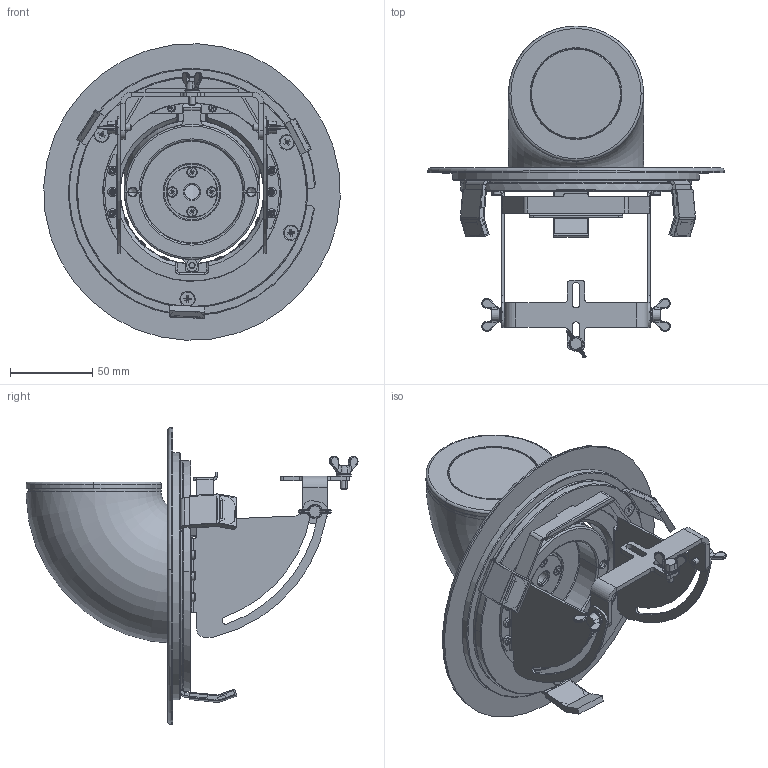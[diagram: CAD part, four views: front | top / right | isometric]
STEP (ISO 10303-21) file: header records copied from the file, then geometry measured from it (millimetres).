
FILE_DESCRIPTION (( 'STEP AP214' ), '1' );
FILE_NAME ('nScope.STEP', '2023-03-24T14:49:51', ( '' ), ( '' ), 'SwSTEP 2.0', 'SolidWorks 2017', '' );
FILE_SCHEMA (( 'AUTOMOTIVE_DESIGN' ));
Length unit declared in the file: millimetre
Products named in the file (1): nScope
Bounding box: 179.85 x 201.4 x 179.85 mm (x, y, z)
Surface area: 246740.6 mm2 (no closed solid volume)
Topology: 0 solids, 62 shells, 2171 faces, 5237 edges, 3200 vertices
Faces by surface type: plane 849, cylinder 581, cone 422, bspline 219, torus 88, sphere 12
Entity records: 102303 total; most frequent: CARTESIAN_POINT 28704, ORIENTED_EDGE 10350, DIRECTION 10096, EDGE_CURVE 5175, AXIS2_PLACEMENT_3D 3907, VERTEX_POINT 3200, EDGE_LOOP 2369, VECTOR 2282
